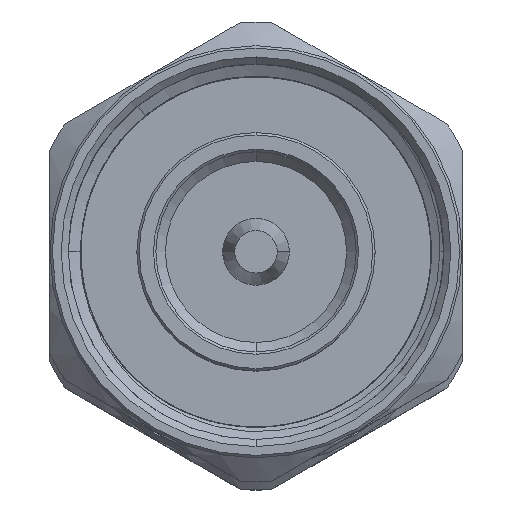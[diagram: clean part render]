
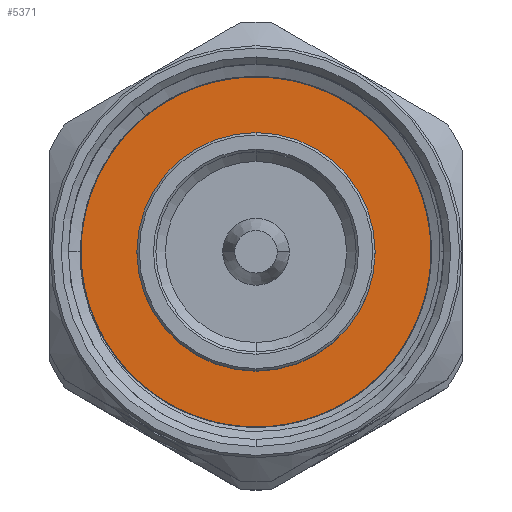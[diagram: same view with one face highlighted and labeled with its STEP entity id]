
A CAD part, top view. The second image highlights one B-rep face of the part: STEP entity #5371.
In plain terms, the highlighted face is planar.
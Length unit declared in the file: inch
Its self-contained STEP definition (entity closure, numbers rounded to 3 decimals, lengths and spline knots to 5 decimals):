
#166 = AXIS2_PLACEMENT_3D ( 'NONE', #357, #6225, #6197 ) ;
#357 = CARTESIAN_POINT ( 'NONE',  ( 0.3317, 0., 0. ) ) ;
#486 = FACE_OUTER_BOUND ( 'NONE', #3613, .T. ) ;
#585 = ORIENTED_EDGE ( 'NONE', *, *, #4038, .T. ) ;
#620 = DIRECTION ( 'NONE',  ( 0., -1., 0. ) ) ;
#636 = AXIS2_PLACEMENT_3D ( 'NONE', #1887, #5267, #913 ) ;
#670 = CARTESIAN_POINT ( 'NONE',  ( 0.3317, 0.02643, -0.38387 ) ) ;
#732 = CARTESIAN_POINT ( 'NONE',  ( 0.3317, 0.36886, -0.01871 ) ) ;
#752 = CARTESIAN_POINT ( 'NONE',  ( 0.3317, -0.3937, 0. ) ) ;
#892 = CARTESIAN_POINT ( 'NONE',  ( 0.3317, -0.27282, -0.28385 ) ) ;
#913 = DIRECTION ( 'NONE',  ( 0., -1., 0. ) ) ;
#1039 = LINE ( 'NONE', #3472, #4915 ) ;
#1104 = CARTESIAN_POINT ( 'NONE',  ( 0.3317, 0.25057, -0.28294 ) ) ;
#1132 = CARTESIAN_POINT ( 'NONE',  ( 0.3317, 0.10823, -0.36857 ) ) ;
#1268 = EDGE_CURVE ( 'NONE', #5596, #3651, #2564, .T. ) ;
#1370 = CARTESIAN_POINT ( 'NONE',  ( 0.3317, -0.01075, -0.38563 ) ) ;
#1512 = DIRECTION ( 'NONE',  ( -1., 0., 0. ) ) ;
#1572 = CARTESIAN_POINT ( 'NONE',  ( 0.3317, 0.36833, 0. ) ) ;
#1610 = CARTESIAN_POINT ( 'NONE',  ( 0.3317, 0.20734, -0.31787 ) ) ;
#1722 = CARTESIAN_POINT ( 'NONE',  ( 0.3317, 0.34356, -0.14563 ) ) ;
#1765 = AXIS2_PLACEMENT_3D ( 'NONE', #3528, #4513, #4077 ) ;
#1793 = ORIENTED_EDGE ( 'NONE', *, *, #4289, .T. ) ;
#1795 = CARTESIAN_POINT ( 'NONE',  ( 0.3317, -0.259, -0.29645 ) ) ;
#1887 = CARTESIAN_POINT ( 'NONE',  ( 0.3317, 0., 0. ) ) ;
#1893 = CARTESIAN_POINT ( 'NONE',  ( 0.3317, -0.11165, -0.37259 ) ) ;
#1915 = CARTESIAN_POINT ( 'NONE',  ( 0.3317, -0.24999, 0. ) ) ;
#2037 = ORIENTED_EDGE ( 'NONE', *, *, #1268, .F. ) ;
#2101 = CARTESIAN_POINT ( 'NONE',  ( 0.3317, 0.28835, -0.24193 ) ) ;
#2191 = CARTESIAN_POINT ( 'NONE',  ( 0.3317, 0.24999, 0. ) ) ;
#2369 = AXIS2_PLACEMENT_3D ( 'NONE', #5446, #1512, #620 ) ;
#2459 = ORIENTED_EDGE ( 'NONE', *, *, #6245, .T. ) ;
#2564 = CIRCLE ( 'NONE', #1765, 0.24999 ) ;
#2572 = CARTESIAN_POINT ( 'NONE',  ( 0.3317, 0.35974, -0.0927 ) ) ;
#2607 = EDGE_CURVE ( 'NONE', #3651, #5596, #6129, .T. ) ;
#2742 = CARTESIAN_POINT ( 'NONE',  ( 0.3317, -0.19728, -0.33825 ) ) ;
#2922 = ORIENTED_EDGE ( 'NONE', *, *, #5096, .T. ) ;
#2947 = VERTEX_POINT ( 'NONE', #5288 ) ;
#2949 = DIRECTION ( 'NONE',  ( -1., 0., 0. ) ) ;
#3006 = VERTEX_POINT ( 'NONE', #4865 ) ;
#3134 = CARTESIAN_POINT ( 'NONE',  ( 0.3317, 0.36833, 0. ) ) ;
#3205 = CARTESIAN_POINT ( 'NONE',  ( 0.3317, -0.16408, -0.3544 ) ) ;
#3300 = CARTESIAN_POINT ( 'NONE',  ( 0.3317, -0.03846, -0.38495 ) ) ;
#3326 = FACE_BOUND ( 'NONE', #4918, .T. ) ;
#3331 = CARTESIAN_POINT ( 'NONE',  ( 0.3317, -0.21342, -0.32895 ) ) ;
#3419 = DIRECTION ( 'NONE',  ( 0., -1., 0. ) ) ;
#3472 = CARTESIAN_POINT ( 'NONE',  ( 0.3317, 0., 0. ) ) ;
#3509 = CARTESIAN_POINT ( 'NONE',  ( 0.3317, 0.32839, -0.17951 ) ) ;
#3528 = CARTESIAN_POINT ( 'NONE',  ( 0.3317, 0., 0. ) ) ;
#3535 = CARTESIAN_POINT ( 'NONE',  ( 0.3317, 0.17602, -0.33744 ) ) ;
#3613 = EDGE_LOOP ( 'NONE', ( #2922, #1793, #585, #2459 ) ) ;
#3651 = VERTEX_POINT ( 'NONE', #2191 ) ;
#3706 = VERTEX_POINT ( 'NONE', #1572 ) ;
#3713 = CARTESIAN_POINT ( 'NONE',  ( 0.3317, -0.24435, -0.30799 ) ) ;
#3744 = CARTESIAN_POINT ( 'NONE',  ( 0.3317, -0.14696, -0.36127 ) ) ;
#4031 = B_SPLINE_CURVE_WITH_KNOTS ( 'NONE', 3,
 ( #3134, #732, #4124, #4154, #2572, #6071, #1722, #3509, #5116, #5588, #2101, #5456, #1104, #5966, #1610, #3535, #5485, #1132, #5008, #670, #5244, #4783, #1370, #3300, #4663, #6100, #1893, #3744, #3205, #2742, #3331, #3713, #1795, #892 ),
 .UNSPECIFIED., .F., .F.,
 ( 4, 2, 2, 2, 2, 2, 2, 2, 2, 2, 2, 2, 2, 2, 2, 2, 4 ),
 ( 0., 0.00142, 0.00284, 0.00426, 0.00568, 0.0071, 0.00853, 0.00995, 0.01137, 0.01421, 0.01492, 0.01563, 0.01705, 0.01847, 0.01989, 0.02131, 0.02273 ),
 .UNSPECIFIED. ) ;
#4038 = EDGE_CURVE ( 'NONE', #2947, #3706, #1039, .T. ) ;
#4077 = DIRECTION ( 'NONE',  ( 0., -1., 0. ) ) ;
#4124 = CARTESIAN_POINT ( 'NONE',  ( 0.3317, 0.36797, -0.03733 ) ) ;
#4154 = CARTESIAN_POINT ( 'NONE',  ( 0.3317, 0.36341, -0.07443 ) ) ;
#4195 = AXIS2_PLACEMENT_3D ( 'NONE', #4762, #2949, #3419 ) ;
#4289 = EDGE_CURVE ( 'NONE', #5318, #2947, #6252, .T. ) ;
#4513 = DIRECTION ( 'NONE',  ( -1., 0., 0. ) ) ;
#4663 = CARTESIAN_POINT ( 'NONE',  ( 0.3317, -0.05683, -0.38319 ) ) ;
#4762 = CARTESIAN_POINT ( 'NONE',  ( 0.3317, 0., 0. ) ) ;
#4783 = CARTESIAN_POINT ( 'NONE',  ( 0.3317, -0.00149, -0.38553 ) ) ;
#4865 = CARTESIAN_POINT ( 'NONE',  ( 0.3317, -0.27282, -0.28385 ) ) ;
#4873 = DIRECTION ( 'NONE',  ( 0., -1., 0. ) ) ;
#4915 = VECTOR ( 'NONE', #4873, 39.37008 ) ;
#4918 = EDGE_LOOP ( 'NONE', ( #2037, #6014 ) ) ;
#5008 = CARTESIAN_POINT ( 'NONE',  ( 0.3317, 0.07264, -0.37827 ) ) ;
#5096 = EDGE_CURVE ( 'NONE', #3006, #5318, #6008, .T. ) ;
#5116 = CARTESIAN_POINT ( 'NONE',  ( 0.3317, 0.31944, -0.19606 ) ) ;
#5244 = CARTESIAN_POINT ( 'NONE',  ( 0.3317, 0.01709, -0.38465 ) ) ;
#5267 = DIRECTION ( 'NONE',  ( -1., 0., 0. ) ) ;
#5288 = CARTESIAN_POINT ( 'NONE',  ( 0.3317, 0.3937, 0. ) ) ;
#5318 = VERTEX_POINT ( 'NONE', #752 ) ;
#5371 = ADVANCED_FACE ( 'NONE', ( #3326, #486 ), #6231, .T. ) ;
#5446 = CARTESIAN_POINT ( 'NONE',  ( 0.3317, 0., 0. ) ) ;
#5456 = CARTESIAN_POINT ( 'NONE',  ( 0.3317, 0.26397, -0.26976 ) ) ;
#5485 = CARTESIAN_POINT ( 'NONE',  ( 0.3317, 0.15955, -0.34614 ) ) ;
#5588 = CARTESIAN_POINT ( 'NONE',  ( 0.3317, 0.29945, -0.22719 ) ) ;
#5596 = VERTEX_POINT ( 'NONE', #1915 ) ;
#5966 = CARTESIAN_POINT ( 'NONE',  ( 0.3317, 0.22225, -0.30698 ) ) ;
#6008 = CIRCLE ( 'NONE', #2369, 0.3937 ) ;
#6014 = ORIENTED_EDGE ( 'NONE', *, *, #2607, .F. ) ;
#6071 = CARTESIAN_POINT ( 'NONE',  ( 0.3317, 0.34982, -0.12826 ) ) ;
#6100 = CARTESIAN_POINT ( 'NONE',  ( 0.3317, -0.09337, -0.37703 ) ) ;
#6129 = CIRCLE ( 'NONE', #4195, 0.24999 ) ;
#6197 = DIRECTION ( 'NONE',  ( 0., -1., 0. ) ) ;
#6225 = DIRECTION ( 'NONE',  ( -1., 0., 0. ) ) ;
#6231 = PLANE ( 'NONE',  #636 ) ;
#6245 = EDGE_CURVE ( 'NONE', #3706, #3006, #4031, .T. ) ;
#6252 = CIRCLE ( 'NONE', #166, 0.3937 ) ;
